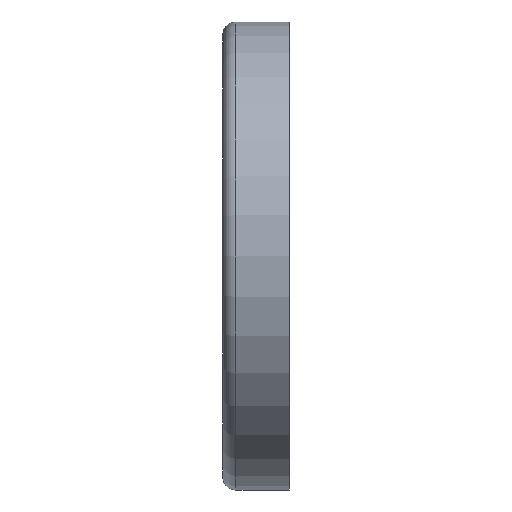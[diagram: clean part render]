
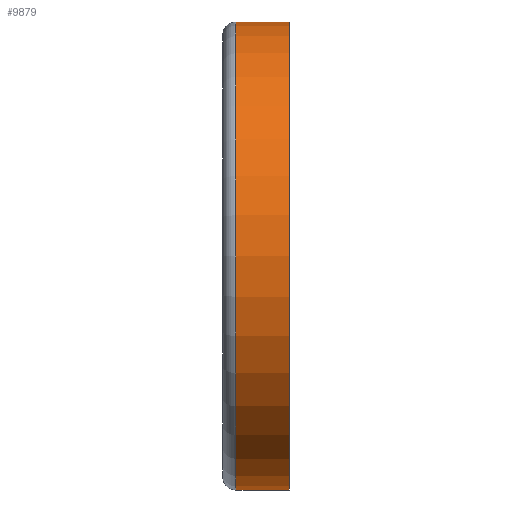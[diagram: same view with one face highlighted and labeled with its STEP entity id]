
A CAD part, left-side view. The second image highlights one B-rep face of the part: STEP entity #9879.
In plain terms, the highlighted cylindrical face has radius 52.5 mm (diameter 105 mm), a partial arc.
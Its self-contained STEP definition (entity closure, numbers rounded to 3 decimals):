
#108 = EDGE_CURVE ( 'NONE', #2761, #12102, #11548, .T. ) ;
#188 = CIRCLE ( 'NONE', #11805, 52.5 ) ;
#2761 = VERTEX_POINT ( 'NONE', #11873 ) ;
#2891 = CARTESIAN_POINT ( 'NONE',  ( 0., 0., 0. ) ) ;
#3383 = EDGE_CURVE ( 'NONE', #14723, #8273, #188, .T. ) ;
#3765 = DIRECTION ( 'NONE',  ( 0., -1., 0. ) ) ;
#4688 = EDGE_CURVE ( 'NONE', #14723, #2761, #10268, .T. ) ;
#5737 = AXIS2_PLACEMENT_3D ( 'NONE', #2891, #6828, #14582 ) ;
#6433 = ORIENTED_EDGE ( 'NONE', *, *, #12622, .T. ) ;
#6828 = DIRECTION ( 'NONE',  ( 0., -1., 0. ) ) ;
#7226 = VECTOR ( 'NONE', #10691, 1000. ) ;
#7433 = ORIENTED_EDGE ( 'NONE', *, *, #108, .F. ) ;
#7861 = CYLINDRICAL_SURFACE ( 'NONE', #11421, 52.5 ) ;
#8197 = CARTESIAN_POINT ( 'NONE',  ( 0., 0., -52.5 ) ) ;
#8273 = VERTEX_POINT ( 'NONE', #11864 ) ;
#8372 = CARTESIAN_POINT ( 'NONE',  ( 0., 12., 0. ) ) ;
#9049 = FACE_OUTER_BOUND ( 'NONE', #13800, .T. ) ;
#9125 = DIRECTION ( 'NONE',  ( 0., 0., -1. ) ) ;
#9461 = DIRECTION ( 'NONE',  ( 0., -1., 0. ) ) ;
#9879 = ADVANCED_FACE ( 'NONE', ( #9049 ), #7861, .T. ) ;
#10268 = LINE ( 'NONE', #16692, #16330 ) ;
#10691 = DIRECTION ( 'NONE',  ( 0., -1., 0. ) ) ;
#11421 = AXIS2_PLACEMENT_3D ( 'NONE', #13183, #14472, #9125 ) ;
#11548 = CIRCLE ( 'NONE', #5737, 52.5 ) ;
#11805 = AXIS2_PLACEMENT_3D ( 'NONE', #8372, #9461, #13353 ) ;
#11864 = CARTESIAN_POINT ( 'NONE',  ( 0., 12., -52.5 ) ) ;
#11873 = CARTESIAN_POINT ( 'NONE',  ( 0., 0., 52.5 ) ) ;
#12056 = ORIENTED_EDGE ( 'NONE', *, *, #3383, .T. ) ;
#12102 = VERTEX_POINT ( 'NONE', #8197 ) ;
#12622 = EDGE_CURVE ( 'NONE', #8273, #12102, #14059, .T. ) ;
#13183 = CARTESIAN_POINT ( 'NONE',  ( 0., 0., 0. ) ) ;
#13353 = DIRECTION ( 'NONE',  ( 0., 0., -1. ) ) ;
#13800 = EDGE_LOOP ( 'NONE', ( #16004, #12056, #6433, #7433 ) ) ;
#14059 = LINE ( 'NONE', #14720, #7226 ) ;
#14472 = DIRECTION ( 'NONE',  ( 0., -1., 0. ) ) ;
#14582 = DIRECTION ( 'NONE',  ( 0., 0., -1. ) ) ;
#14617 = CARTESIAN_POINT ( 'NONE',  ( 0., 12., 52.5 ) ) ;
#14720 = CARTESIAN_POINT ( 'NONE',  ( 0., 0., -52.5 ) ) ;
#14723 = VERTEX_POINT ( 'NONE', #14617 ) ;
#16004 = ORIENTED_EDGE ( 'NONE', *, *, #4688, .F. ) ;
#16330 = VECTOR ( 'NONE', #3765, 1000. ) ;
#16692 = CARTESIAN_POINT ( 'NONE',  ( 0., 0., 52.5 ) ) ;
